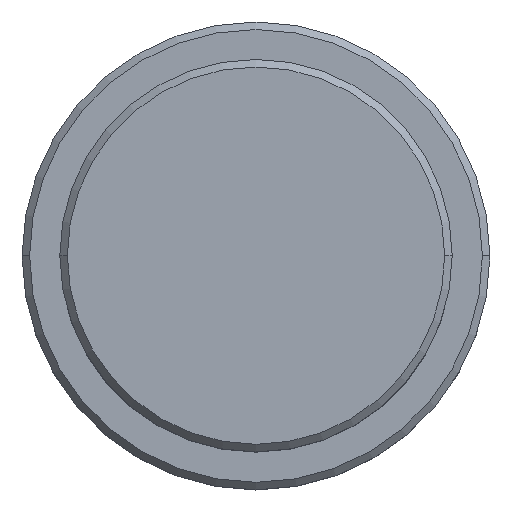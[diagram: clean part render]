
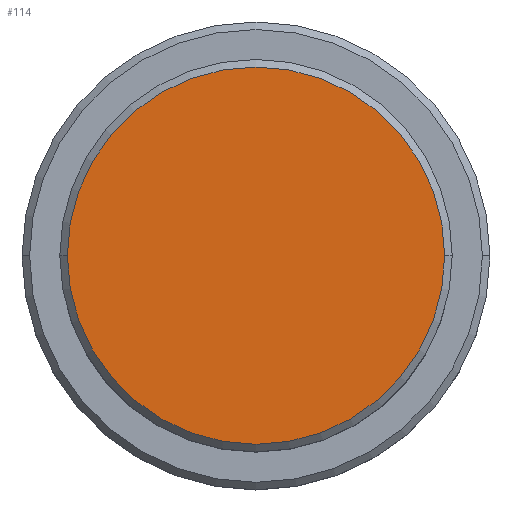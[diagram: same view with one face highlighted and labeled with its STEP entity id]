
A CAD part, top view. The second image highlights one B-rep face of the part: STEP entity #114.
In plain terms, the highlighted planar face has unit normal (0, 0, 1).
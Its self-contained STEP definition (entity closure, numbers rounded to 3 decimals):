
#2 = AXIS2_PLACEMENT_3D ( 'NONE', #395, #295, #513 ) ;
#21 = CARTESIAN_POINT ( 'NONE',  ( -12.5, 0., 0. ) ) ;
#114 = ADVANCED_FACE ( 'NONE', ( #339 ), #769, .T. ) ;
#200 = CARTESIAN_POINT ( 'NONE',  ( 12.5, 0., 0. ) ) ;
#213 = CIRCLE ( 'NONE', #1244, 12.5 ) ;
#233 = AXIS2_PLACEMENT_3D ( 'NONE', #994, #1121, #804 ) ;
#281 = VERTEX_POINT ( 'NONE', #200 ) ;
#295 = DIRECTION ( 'NONE',  ( 0., 0., 1. ) ) ;
#339 = FACE_OUTER_BOUND ( 'NONE', #1254, .T. ) ;
#378 = ORIENTED_EDGE ( 'NONE', *, *, #383, .T. ) ;
#383 = EDGE_CURVE ( 'NONE', #1020, #281, #572, .T. ) ;
#395 = CARTESIAN_POINT ( 'NONE',  ( 0., 0., 0. ) ) ;
#513 = DIRECTION ( 'NONE',  ( 1., 0., 0. ) ) ;
#542 = ORIENTED_EDGE ( 'NONE', *, *, #1045, .T. ) ;
#572 = CIRCLE ( 'NONE', #2, 12.5 ) ;
#694 = DIRECTION ( 'NONE',  ( 0., 0., 1. ) ) ;
#769 = PLANE ( 'NONE',  #233 ) ;
#804 = DIRECTION ( 'NONE',  ( 1., 0., 0. ) ) ;
#994 = CARTESIAN_POINT ( 'NONE',  ( 0., 0., 0. ) ) ;
#1003 = CARTESIAN_POINT ( 'NONE',  ( 0., 0., 0. ) ) ;
#1020 = VERTEX_POINT ( 'NONE', #21 ) ;
#1045 = EDGE_CURVE ( 'NONE', #281, #1020, #213, .T. ) ;
#1121 = DIRECTION ( 'NONE',  ( 0., 0., 1. ) ) ;
#1131 = DIRECTION ( 'NONE',  ( 1., 0., 0. ) ) ;
#1244 = AXIS2_PLACEMENT_3D ( 'NONE', #1003, #694, #1131 ) ;
#1254 = EDGE_LOOP ( 'NONE', ( #378, #542 ) ) ;
